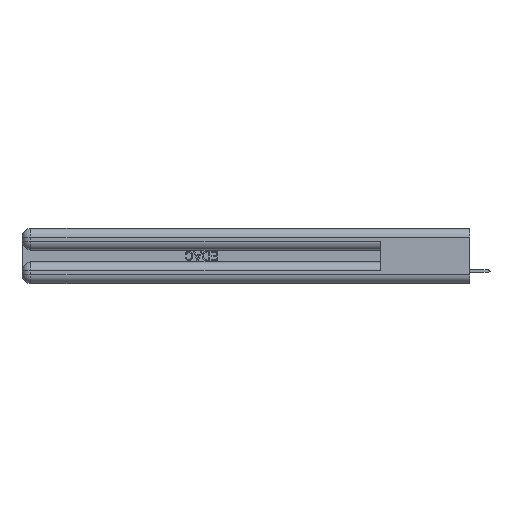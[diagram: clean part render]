
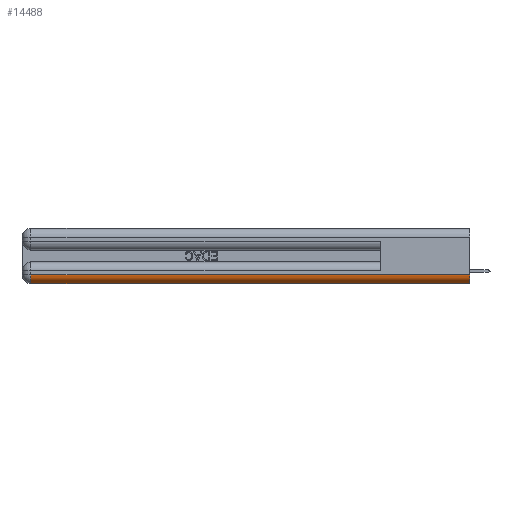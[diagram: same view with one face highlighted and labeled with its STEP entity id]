
A CAD part, left-side view. The second image highlights one B-rep face of the part: STEP entity #14488.
In plain terms, the highlighted cylindrical face has radius 1.524 mm (diameter 3.048 mm), a partial arc.
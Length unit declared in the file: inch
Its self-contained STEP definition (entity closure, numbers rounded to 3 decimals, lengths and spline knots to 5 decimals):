
#754 = CARTESIAN_POINT ( 'NONE',  ( 0.06, 0., 0.06 ) ) ;
#996 = VERTEX_POINT ( 'NONE', #29615 ) ;
#3709 = CARTESIAN_POINT ( 'NONE',  ( 0.06, 0., 0.06 ) ) ;
#5152 = ORIENTED_EDGE ( 'NONE', *, *, #12330, .F. ) ;
#5364 = VECTOR ( 'NONE', #53327, 39.37008 ) ;
#6303 = ORIENTED_EDGE ( 'NONE', *, *, #39865, .F. ) ;
#8578 = DIRECTION ( 'NONE',  ( 0., 1., 0. ) ) ;
#10895 = CARTESIAN_POINT ( 'NONE',  ( 0., 0., 0.06 ) ) ;
#10931 = ORIENTED_EDGE ( 'NONE', *, *, #21470, .F. ) ;
#12330 = EDGE_CURVE ( 'NONE', #52684, #996, #39178, .T. ) ;
#13110 = CIRCLE ( 'NONE', #44120, 0.06 ) ;
#13157 = CARTESIAN_POINT ( 'NONE',  ( 0., 2.94, 0.06 ) ) ;
#13181 = VERTEX_POINT ( 'NONE', #37278 ) ;
#14488 = ADVANCED_FACE ( 'NONE', ( #21412 ), #24774, .T. ) ;
#17167 = CARTESIAN_POINT ( 'NONE',  ( 0.06, 2.94, 0.06 ) ) ;
#18977 = AXIS2_PLACEMENT_3D ( 'NONE', #17167, #8578, #29370 ) ;
#21321 = CARTESIAN_POINT ( 'NONE',  ( 0.06, 0., 0. ) ) ;
#21412 = FACE_OUTER_BOUND ( 'NONE', #40293, .T. ) ;
#21470 = EDGE_CURVE ( 'NONE', #13181, #52684, #13110, .T. ) ;
#24101 = CARTESIAN_POINT ( 'NONE',  ( 0.06, 3., 0. ) ) ;
#24244 = AXIS2_PLACEMENT_3D ( 'NONE', #3709, #29199, #53904 ) ;
#24774 = CYLINDRICAL_SURFACE ( 'NONE', #24244, 0.06 ) ;
#25706 = DIRECTION ( 'NONE',  ( 0., -1., 0. ) ) ;
#28738 = CIRCLE ( 'NONE', #18977, 0.06 ) ;
#29199 = DIRECTION ( 'NONE',  ( 0., 1., 0. ) ) ;
#29370 = DIRECTION ( 'NONE',  ( 0., 0., 1. ) ) ;
#29615 = CARTESIAN_POINT ( 'NONE',  ( 0.06, 2.94, 0. ) ) ;
#36480 = ORIENTED_EDGE ( 'NONE', *, *, #46685, .F. ) ;
#37278 = CARTESIAN_POINT ( 'NONE',  ( 0., 0., 0.06 ) ) ;
#38429 = DIRECTION ( 'NONE',  ( 0., 0., 1. ) ) ;
#39178 = LINE ( 'NONE', #24101, #48928 ) ;
#39453 = DIRECTION ( 'NONE',  ( 0., 1., 0. ) ) ;
#39865 = EDGE_CURVE ( 'NONE', #48861, #13181, #48626, .T. ) ;
#40293 = EDGE_LOOP ( 'NONE', ( #10931, #6303, #36480, #5152 ) ) ;
#44120 = AXIS2_PLACEMENT_3D ( 'NONE', #754, #25706, #38429 ) ;
#46685 = EDGE_CURVE ( 'NONE', #996, #48861, #28738, .T. ) ;
#48626 = LINE ( 'NONE', #10895, #5364 ) ;
#48861 = VERTEX_POINT ( 'NONE', #13157 ) ;
#48928 = VECTOR ( 'NONE', #39453, 39.37008 ) ;
#52684 = VERTEX_POINT ( 'NONE', #21321 ) ;
#53327 = DIRECTION ( 'NONE',  ( 0., -1., 0. ) ) ;
#53904 = DIRECTION ( 'NONE',  ( 0., 0., 1. ) ) ;
